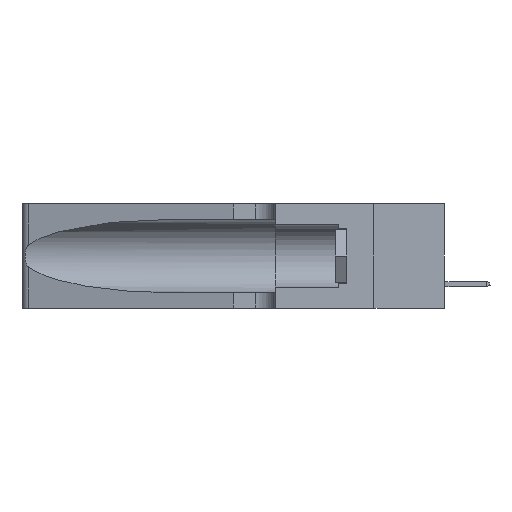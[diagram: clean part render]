
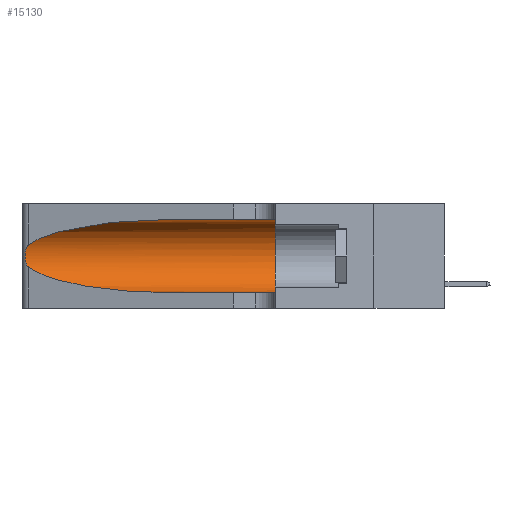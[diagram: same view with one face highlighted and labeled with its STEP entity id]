
A CAD part, left-side view. The second image highlights one B-rep face of the part: STEP entity #15130.
In plain terms, the highlighted cylindrical face has radius 3.308 mm (diameter 6.617 mm), a partial arc.
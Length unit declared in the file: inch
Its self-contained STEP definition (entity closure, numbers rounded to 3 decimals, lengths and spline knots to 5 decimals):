
#250 = CARTESIAN_POINT ( 'NONE',  ( 0.25487, 1.22718, 0.14631 ) ) ;
#419 = LINE ( 'NONE', #16723, #6331 ) ;
#637 = DIRECTION ( 'NONE',  ( 0., 1., 0. ) ) ;
#920 = CARTESIAN_POINT ( 'NONE',  ( 0.25639, 1.23184, 0.21858 ) ) ;
#1259 = CARTESIAN_POINT ( 'NONE',  ( 0.1305, 0.35, 0.31525 ) ) ;
#1461 = VERTEX_POINT ( 'NONE', #8778 ) ;
#1594 = VERTEX_POINT ( 'NONE', #11041 ) ;
#2606 = CARTESIAN_POINT ( 'NONE',  ( 0.26075, 1.23896, 0.19203 ) ) ;
#2675 = CARTESIAN_POINT ( 'NONE',  ( 0.25639, 1.23186, 0.15144 ) ) ;
#2690 = CARTESIAN_POINT ( 'NONE',  ( 0.1305, 0.72297, 0.31525 ) ) ;
#3179 = EDGE_CURVE ( 'NONE', #1461, #1594, #10530, .T. ) ;
#3563 = VERTEX_POINT ( 'NONE', #9524 ) ;
#3905 = AXIS2_PLACEMENT_3D ( 'NONE', #7737, #9562, #12804 ) ;
#4174 = CYLINDRICAL_SURFACE ( 'NONE', #3905, 0.13025 ) ;
#4323 = CARTESIAN_POINT ( 'NONE',  ( 0.18966, 0.96281, 0.31525 ) ) ;
#4330 = ORIENTED_EDGE ( 'NONE', *, *, #9944, .T. ) ;
#4623 = EDGE_LOOP ( 'NONE', ( #4330, #14604, #9535, #11679, #18070, #10769 ) ) ;
#5636 =( BOUNDED_CURVE ( )  B_SPLINE_CURVE ( 3, ( #250, #20532, #17177, #18879 ),
 .UNSPECIFIED., .F., .F. ) 
 B_SPLINE_CURVE_WITH_KNOTS ( ( 4, 4 ),
 ( 3.44316, 4.71239 ),
 .UNSPECIFIED. ) 
 CURVE ( )  GEOMETRIC_REPRESENTATION_ITEM ( )  RATIONAL_B_SPLINE_CURVE ( ( 1., 0.87, 0.87, 1. ) ) 
 REPRESENTATION_ITEM ( '' )  );
#6046 = CARTESIAN_POINT ( 'NONE',  ( 0.2373, 1.15595, 0.28018 ) ) ;
#6170 = CARTESIAN_POINT ( 'NONE',  ( 0.25787, 1.23484, 0.2124 ) ) ;
#6331 = VECTOR ( 'NONE', #6534, 39.37008 ) ;
#6534 = DIRECTION ( 'NONE',  ( 0., -1., 0. ) ) ;
#7359 = FACE_OUTER_BOUND ( 'NONE', #4623, .T. ) ;
#7375 = CARTESIAN_POINT ( 'NONE',  ( 0.1305, 0.35, 0.05475 ) ) ;
#7737 = CARTESIAN_POINT ( 'NONE',  ( 0.1305, 1.61858, 0.185 ) ) ;
#8778 = CARTESIAN_POINT ( 'NONE',  ( 0.25487, 1.22718, 0.22369 ) ) ;
#8782 = VERTEX_POINT ( 'NONE', #7375 ) ;
#9188 = VECTOR ( 'NONE', #14486, 39.37008 ) ;
#9267 = CARTESIAN_POINT ( 'NONE',  ( 0.1305, 0.35, 0.185 ) ) ;
#9478 = CARTESIAN_POINT ( 'NONE',  ( 0.26017, 1.23833, 0.17102 ) ) ;
#9524 = CARTESIAN_POINT ( 'NONE',  ( 0.1305, 0.72297, 0.05475 ) ) ;
#9535 = ORIENTED_EDGE ( 'NONE', *, *, #15944, .T. ) ;
#9562 = DIRECTION ( 'NONE',  ( 0., -1., 0. ) ) ;
#9620 = CARTESIAN_POINT ( 'NONE',  ( 0.25555, 1.22994, 0.2215 ) ) ;
#9930 = VERTEX_POINT ( 'NONE', #11943 ) ;
#9944 = EDGE_CURVE ( 'NONE', #9930, #1461, #17623, .T. ) ;
#10346 = CARTESIAN_POINT ( 'NONE',  ( 0.25487, 1.22718, 0.14631 ) ) ;
#10530 = B_SPLINE_CURVE_WITH_KNOTS ( 'NONE', 3,
 ( #13010, #9620, #920, #6170, #11369, #18063, #2606, #14553, #9478, #17993, #12936, #2675, #14625, #10346 ),
 .UNSPECIFIED., .F., .F.,
 ( 4, 2, 2, 2, 2, 2, 4 ),
 ( 0., 0.00027, 0.00053, 0.00107, 0.0016, 0.00187, 0.00214 ),
 .UNSPECIFIED. ) ;
#10769 = ORIENTED_EDGE ( 'NONE', *, *, #15606, .F. ) ;
#11041 = CARTESIAN_POINT ( 'NONE',  ( 0.25487, 1.22718, 0.14631 ) ) ;
#11216 = EDGE_CURVE ( 'NONE', #3563, #8782, #419, .T. ) ;
#11369 = CARTESIAN_POINT ( 'NONE',  ( 0.25854, 1.2359, 0.20912 ) ) ;
#11679 = ORIENTED_EDGE ( 'NONE', *, *, #11216, .T. ) ;
#11943 = CARTESIAN_POINT ( 'NONE',  ( 0.1305, 0.72297, 0.31525 ) ) ;
#12804 = DIRECTION ( 'NONE',  ( 0., 0., -1. ) ) ;
#12936 = CARTESIAN_POINT ( 'NONE',  ( 0.25789, 1.23486, 0.15765 ) ) ;
#13010 = CARTESIAN_POINT ( 'NONE',  ( 0.25487, 1.22718, 0.22369 ) ) ;
#14020 = CIRCLE ( 'NONE', #18448, 0.13025 ) ;
#14486 = DIRECTION ( 'NONE',  ( 0., -1., 0. ) ) ;
#14553 = CARTESIAN_POINT ( 'NONE',  ( 0.26075, 1.23896, 0.178 ) ) ;
#14604 = ORIENTED_EDGE ( 'NONE', *, *, #3179, .T. ) ;
#14625 = CARTESIAN_POINT ( 'NONE',  ( 0.25555, 1.22993, 0.14849 ) ) ;
#14816 = EDGE_CURVE ( 'NONE', #17930, #8782, #14020, .T. ) ;
#15130 = ADVANCED_FACE ( 'NONE', ( #7359 ), #4174, .F. ) ;
#15606 = EDGE_CURVE ( 'NONE', #9930, #17930, #20118, .T. ) ;
#15944 = EDGE_CURVE ( 'NONE', #1594, #3563, #5636, .T. ) ;
#16723 = CARTESIAN_POINT ( 'NONE',  ( 0.1305, 1.61858, 0.05475 ) ) ;
#17177 = CARTESIAN_POINT ( 'NONE',  ( 0.18966, 0.96281, 0.05475 ) ) ;
#17623 =( BOUNDED_CURVE ( )  B_SPLINE_CURVE ( 3, ( #2690, #4323, #6046, #17869 ),
 .UNSPECIFIED., .F., .T. ) 
 B_SPLINE_CURVE_WITH_KNOTS ( ( 4, 4 ),
 ( 1.5708, 2.84003 ),
 .UNSPECIFIED. ) 
 CURVE ( )  GEOMETRIC_REPRESENTATION_ITEM ( )  RATIONAL_B_SPLINE_CURVE ( ( 1., 0.87, 0.87, 1. ) ) 
 REPRESENTATION_ITEM ( '' )  );
#17869 = CARTESIAN_POINT ( 'NONE',  ( 0.25487, 1.22718, 0.22369 ) ) ;
#17930 = VERTEX_POINT ( 'NONE', #1259 ) ;
#17993 = CARTESIAN_POINT ( 'NONE',  ( 0.25856, 1.23593, 0.16098 ) ) ;
#18063 = CARTESIAN_POINT ( 'NONE',  ( 0.26018, 1.23835, 0.19895 ) ) ;
#18070 = ORIENTED_EDGE ( 'NONE', *, *, #14816, .F. ) ;
#18448 = AXIS2_PLACEMENT_3D ( 'NONE', #9267, #637, #19411 ) ;
#18879 = CARTESIAN_POINT ( 'NONE',  ( 0.1305, 0.72297, 0.05475 ) ) ;
#19411 = DIRECTION ( 'NONE',  ( 0., 0., 1. ) ) ;
#19478 = CARTESIAN_POINT ( 'NONE',  ( 0.1305, 1.61858, 0.31525 ) ) ;
#20118 = LINE ( 'NONE', #19478, #9188 ) ;
#20532 = CARTESIAN_POINT ( 'NONE',  ( 0.2373, 1.15595, 0.08982 ) ) ;
